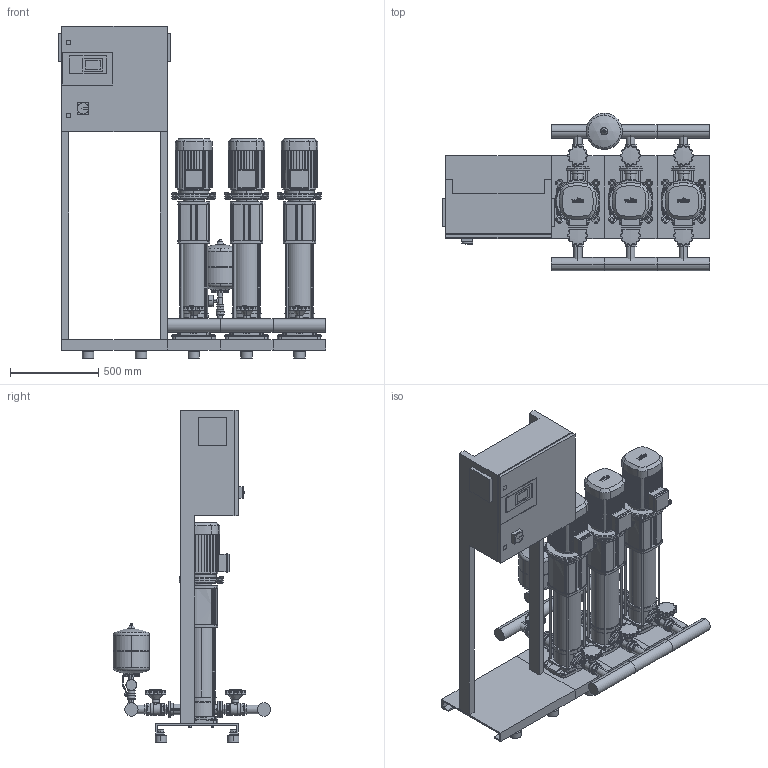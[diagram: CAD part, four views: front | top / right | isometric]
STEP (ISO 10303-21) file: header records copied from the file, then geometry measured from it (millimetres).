
FILE_DESCRIPTION((''),'2;1');
FILE_NAME('3d_CO-3HELIXV1012_K_CC-01-2534114.stp','2016-01-25T09:33:01',(''),(''),'Mechanical Desktop 2009','Mechanical Desktop 2009',', , ');
FILE_SCHEMA(('CONFIG_CONTROL_DESIGN'));
Length unit declared in the file: millimetre
Products named in the file (1): Product
Bounding box: 1520 x 895.05 x 1885 mm (x, y, z)
Volume: 218306861.6 mm3; surface area: 11394095.2 mm2
Topology: 154 solids, 154 shells, 5233 faces, 13619 edges, 8917 vertices
Faces by surface type: plane 2262, cylinder 1314, bspline 1313, cone 242, torus 82, sphere 20
Entity records: 170965 total; most frequent: CARTESIAN_POINT 42737, ORIENTED_EDGE 27214, DIRECTION 25019, EDGE_CURVE 13607, VERTEX_POINT 8912, VECTOR 8749, LINE 8749, AXIS2_PLACEMENT_3D 8135
